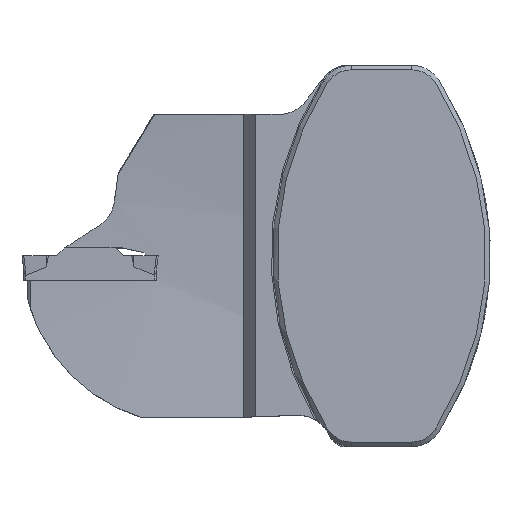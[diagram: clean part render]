
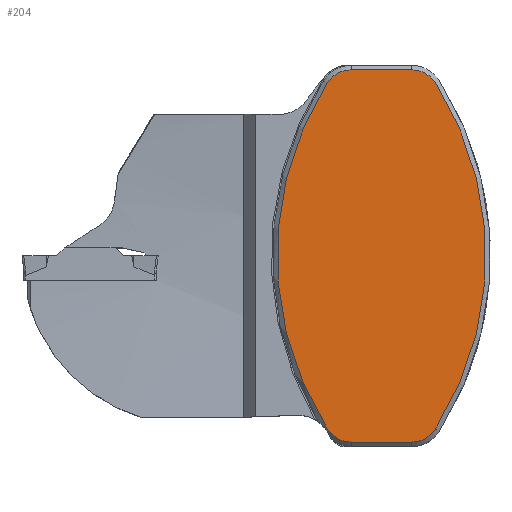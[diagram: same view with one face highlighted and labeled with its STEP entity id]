
A CAD part, top view. The second image highlights one B-rep face of the part: STEP entity #204.
In plain terms, the highlighted planar face has unit normal (0, 0, 1).
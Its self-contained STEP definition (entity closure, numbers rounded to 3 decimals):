
#204=ADVANCED_FACE('',(#319),#281,.T.);
#281=PLANE('',#1586);
#319=FACE_OUTER_BOUND('',#396,.T.);
#396=EDGE_LOOP('',(#705,#706,#707,#708,#709,#710,#711,#712));
#473=LINE('',#2083,#587);
#474=LINE('',#2091,#588);
#587=VECTOR('',#1715,1.);
#588=VECTOR('',#1722,1.);
#705=ORIENTED_EDGE('',*,*,#1265,.F.);
#706=ORIENTED_EDGE('',*,*,#1266,.F.);
#707=ORIENTED_EDGE('',*,*,#1267,.F.);
#708=ORIENTED_EDGE('',*,*,#1268,.F.);
#709=ORIENTED_EDGE('',*,*,#1269,.F.);
#710=ORIENTED_EDGE('',*,*,#1270,.F.);
#711=ORIENTED_EDGE('',*,*,#1271,.F.);
#712=ORIENTED_EDGE('',*,*,#1272,.F.);
#1127=VERTEX_POINT('',#2077);
#1128=VERTEX_POINT('',#2078);
#1129=VERTEX_POINT('',#2080);
#1130=VERTEX_POINT('',#2082);
#1131=VERTEX_POINT('',#2084);
#1132=VERTEX_POINT('',#2086);
#1133=VERTEX_POINT('',#2088);
#1134=VERTEX_POINT('',#2090);
#1265=EDGE_CURVE('',#1127,#1128,#1476,.T.);
#1266=EDGE_CURVE('',#1129,#1127,#1477,.T.);
#1267=EDGE_CURVE('',#1130,#1129,#1478,.T.);
#1268=EDGE_CURVE('',#1131,#1130,#473,.T.);
#1269=EDGE_CURVE('',#1132,#1131,#1479,.T.);
#1270=EDGE_CURVE('',#1133,#1132,#1480,.T.);
#1271=EDGE_CURVE('',#1134,#1133,#1481,.T.);
#1272=EDGE_CURVE('',#1128,#1134,#474,.T.);
#1476=CIRCLE('',#1580,5.175);
#1477=CIRCLE('',#1581,59.175);
#1478=CIRCLE('',#1582,5.175);
#1479=CIRCLE('',#1583,5.175);
#1480=CIRCLE('',#1584,59.175);
#1481=CIRCLE('',#1585,5.175);
#1580=AXIS2_PLACEMENT_3D('',#2076,#1709,#1710);
#1581=AXIS2_PLACEMENT_3D('',#2079,#1711,#1712);
#1582=AXIS2_PLACEMENT_3D('',#2081,#1713,#1714);
#1583=AXIS2_PLACEMENT_3D('',#2085,#1716,#1717);
#1584=AXIS2_PLACEMENT_3D('',#2087,#1718,#1719);
#1585=AXIS2_PLACEMENT_3D('',#2089,#1720,#1721);
#1586=AXIS2_PLACEMENT_3D('',#2092,#1723,#1724);
#1709=DIRECTION('',(0.,0.,-1.));
#1710=DIRECTION('',(0.,-1.,0.));
#1711=DIRECTION('',(0.,0.,-1.));
#1712=DIRECTION('',(0.,-1.,0.));
#1713=DIRECTION('',(0.,0.,-1.));
#1714=DIRECTION('',(0.,-1.,0.));
#1715=DIRECTION('',(-1.,0.,0.));
#1716=DIRECTION('',(0.,0.,-1.));
#1717=DIRECTION('',(0.,-1.,0.));
#1718=DIRECTION('',(0.,0.,-1.));
#1719=DIRECTION('',(0.,-1.,0.));
#1720=DIRECTION('',(0.,0.,-1.));
#1721=DIRECTION('',(0.,-1.,0.));
#1722=DIRECTION('',(1.,0.,0.));
#1723=DIRECTION('',(0.,0.,1.));
#1724=DIRECTION('',(0.,-1.,0.));
#2076=CARTESIAN_POINT('',(-5.552,29.,0.325));
#2077=CARTESIAN_POINT('',(-9.918,31.779,0.325));
#2078=CARTESIAN_POINT('',(-5.552,34.175,0.325));
#2079=CARTESIAN_POINT('',(40.,0.,0.325));
#2080=CARTESIAN_POINT('',(-9.918,-31.779,0.325));
#2081=CARTESIAN_POINT('',(-5.552,-29.,0.325));
#2082=CARTESIAN_POINT('',(-5.552,-34.175,0.325));
#2083=CARTESIAN_POINT('',(0.,-34.175,0.325));
#2084=CARTESIAN_POINT('',(5.552,-34.175,0.325));
#2085=CARTESIAN_POINT('',(5.552,-29.,0.325));
#2086=CARTESIAN_POINT('',(9.918,-31.779,0.325));
#2087=CARTESIAN_POINT('',(-40.,0.,0.325));
#2088=CARTESIAN_POINT('',(9.918,31.779,0.325));
#2089=CARTESIAN_POINT('',(5.552,29.,0.325));
#2090=CARTESIAN_POINT('',(5.552,34.175,0.325));
#2091=CARTESIAN_POINT('',(0.,34.175,0.325));
#2092=CARTESIAN_POINT('',(0.,0.,0.325));
